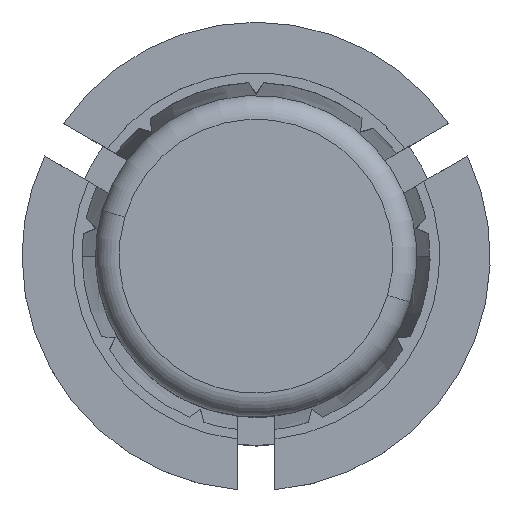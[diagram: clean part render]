
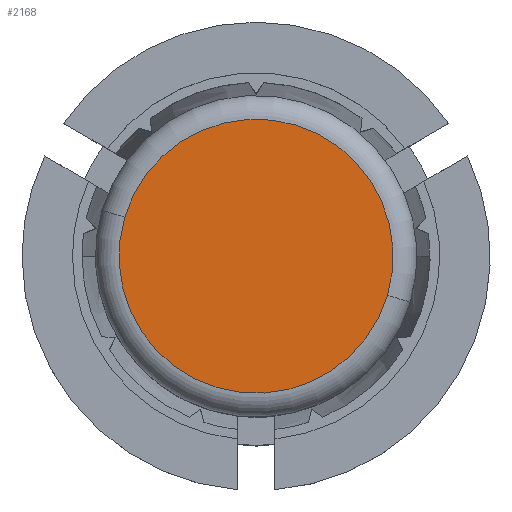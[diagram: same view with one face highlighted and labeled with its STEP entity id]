
A CAD part, top view. The second image highlights one B-rep face of the part: STEP entity #2168.
In plain terms, the highlighted face is planar.
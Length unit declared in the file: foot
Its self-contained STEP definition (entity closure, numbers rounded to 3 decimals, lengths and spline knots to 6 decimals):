
#124 = CARTESIAN_POINT ( 'NONE',  ( 0.015, 0.033833, 0. ) ) ;
#563 = FACE_OUTER_BOUND ( 'NONE', #4123, .T. ) ;
#659 = DIRECTION ( 'NONE',  ( -1., 0., 0. ) ) ;
#698 = CARTESIAN_POINT ( 'NONE',  ( -0.015, 0.033833, 0. ) ) ;
#761 = CARTESIAN_POINT ( 'NONE',  ( 0., 0.033833, 0. ) ) ;
#922 = VERTEX_POINT ( 'NONE', #124 ) ;
#1096 = AXIS2_PLACEMENT_3D ( 'NONE', #6467, #6562, #6501 ) ;
#1199 = ORIENTED_EDGE ( 'NONE', *, *, #6589, .F. ) ;
#1265 = EDGE_CURVE ( 'NONE', #922, #3054, #2747, .T. ) ;
#1291 = AXIS2_PLACEMENT_3D ( 'NONE', #4016, #6845, #659 ) ;
#1317 = DIRECTION ( 'NONE',  ( 1., 0., 0. ) ) ;
#2057 = PLANE ( 'NONE',  #1291 ) ;
#2168 = ADVANCED_FACE ( 'NONE', ( #563 ), #2057, .T. ) ;
#2402 = CIRCLE ( 'NONE', #6308, 0.015 ) ;
#2747 = CIRCLE ( 'NONE', #1096, 0.015 ) ;
#3054 = VERTEX_POINT ( 'NONE', #698 ) ;
#3686 = ORIENTED_EDGE ( 'NONE', *, *, #1265, .F. ) ;
#4016 = CARTESIAN_POINT ( 'NONE',  ( 0., 0.033833, 0. ) ) ;
#4123 = EDGE_LOOP ( 'NONE', ( #3686, #1199 ) ) ;
#4560 = DIRECTION ( 'NONE',  ( 0., -1., 0. ) ) ;
#6308 = AXIS2_PLACEMENT_3D ( 'NONE', #761, #4560, #1317 ) ;
#6467 = CARTESIAN_POINT ( 'NONE',  ( 0., 0.033833, 0. ) ) ;
#6501 = DIRECTION ( 'NONE',  ( 1., 0., 0. ) ) ;
#6562 = DIRECTION ( 'NONE',  ( 0., -1., 0. ) ) ;
#6589 = EDGE_CURVE ( 'NONE', #3054, #922, #2402, .T. ) ;
#6845 = DIRECTION ( 'NONE',  ( 0., 1., 0. ) ) ;
